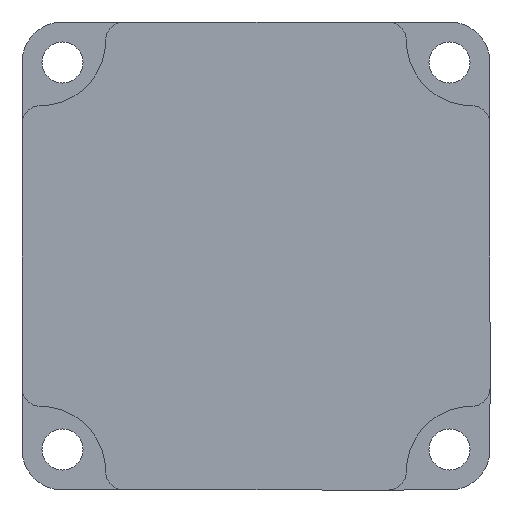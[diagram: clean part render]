
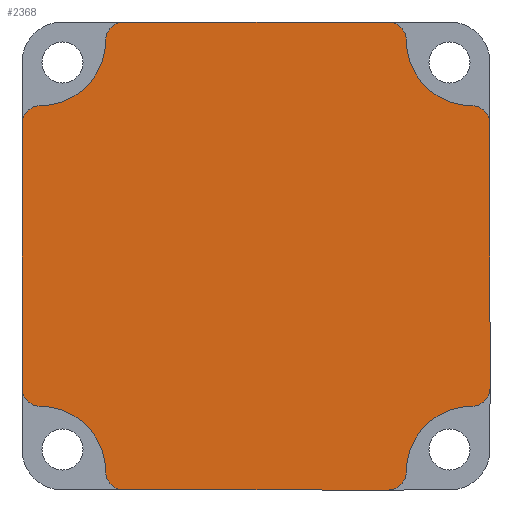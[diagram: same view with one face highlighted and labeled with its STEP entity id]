
A CAD part, front view. The second image highlights one B-rep face of the part: STEP entity #2368.
In plain terms, the highlighted planar face has unit normal (0, -1, 0).
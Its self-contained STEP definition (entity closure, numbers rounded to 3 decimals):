
#16 = CARTESIAN_POINT ( 'NONE',  ( 57., -99., -44.6 ) ) ;
#21 = CARTESIAN_POINT ( 'NONE',  ( 10.2, -99., -54.8 ) ) ;
#27 = CARTESIAN_POINT ( 'NONE',  ( 12.4, -99., -54.8 ) ) ;
#35 = CARTESIAN_POINT ( 'NONE',  ( 2.2, -99., -44.6 ) ) ;
#110 = VERTEX_POINT ( 'NONE', #1836 ) ;
#130 = ORIENTED_EDGE ( 'NONE', *, *, #1368, .T. ) ;
#154 = CIRCLE ( 'NONE', #1934, 2.2 ) ;
#181 = AXIS2_PLACEMENT_3D ( 'NONE', #1233, #2191, #463 ) ;
#190 = DIRECTION ( 'NONE',  ( 0., 0., -1. ) ) ;
#216 = AXIS2_PLACEMENT_3D ( 'NONE', #1215, #272, #234 ) ;
#219 = VERTEX_POINT ( 'NONE', #869 ) ;
#234 = DIRECTION ( 'NONE',  ( 0., 0., -1. ) ) ;
#236 = DIRECTION ( 'NONE',  ( 0., -1., 0. ) ) ;
#263 = ORIENTED_EDGE ( 'NONE', *, *, #521, .T. ) ;
#272 = DIRECTION ( 'NONE',  ( 0., 1., 0. ) ) ;
#283 = DIRECTION ( 'NONE',  ( 0., -1., 0. ) ) ;
#312 = VERTEX_POINT ( 'NONE', #1716 ) ;
#357 = EDGE_CURVE ( 'NONE', #2338, #1330, #1582, .T. ) ;
#385 = EDGE_CURVE ( 'NONE', #659, #219, #154, .T. ) ;
#420 = VECTOR ( 'NONE', #1351, 1000. ) ;
#463 = DIRECTION ( 'NONE',  ( 0., 0., -1. ) ) ;
#470 = EDGE_CURVE ( 'NONE', #990, #940, #1928, .T. ) ;
#493 = ORIENTED_EDGE ( 'NONE', *, *, #385, .T. ) ;
#499 = CIRCLE ( 'NONE', #1053, 8. ) ;
#504 = DIRECTION ( 'NONE',  ( 0., 0., 1. ) ) ;
#511 = AXIS2_PLACEMENT_3D ( 'NONE', #27, #580, #1875 ) ;
#521 = EDGE_CURVE ( 'NONE', #312, #110, #1654, .T. ) ;
#531 = ORIENTED_EDGE ( 'NONE', *, *, #1246, .T. ) ;
#546 = ORIENTED_EDGE ( 'NONE', *, *, #1787, .T. ) ;
#563 = ORIENTED_EDGE ( 'NONE', *, *, #2384, .T. ) ;
#564 = DIRECTION ( 'NONE',  ( 0., 0., -1. ) ) ;
#566 = ORIENTED_EDGE ( 'NONE', *, *, #1028, .T. ) ;
#575 = DIRECTION ( 'NONE',  ( 0., -1., 0. ) ) ;
#580 = DIRECTION ( 'NONE',  ( 0., -1., 0. ) ) ;
#581 = ORIENTED_EDGE ( 'NONE', *, *, #1833, .T. ) ;
#606 = CARTESIAN_POINT ( 'NONE',  ( 12.4, -99., 0. ) ) ;
#638 = CARTESIAN_POINT ( 'NONE',  ( 54.8, -99., -12.4 ) ) ;
#645 = DIRECTION ( 'NONE',  ( 0., -1., 0. ) ) ;
#651 = DIRECTION ( 'NONE',  ( 0., 0., -1. ) ) ;
#653 = CARTESIAN_POINT ( 'NONE',  ( 12.4, -99., -57. ) ) ;
#659 = VERTEX_POINT ( 'NONE', #2188 ) ;
#661 = CARTESIAN_POINT ( 'NONE',  ( 44.6, -99., 0. ) ) ;
#735 = CARTESIAN_POINT ( 'NONE',  ( 0., -99., -12.4 ) ) ;
#738 = FACE_OUTER_BOUND ( 'NONE', #846, .T. ) ;
#749 = LINE ( 'NONE', #1730, #1222 ) ;
#753 = DIRECTION ( 'NONE',  ( 0., 0., -1. ) ) ;
#777 = LINE ( 'NONE', #1382, #420 ) ;
#794 = CIRCLE ( 'NONE', #1689, 2.2 ) ;
#823 = CARTESIAN_POINT ( 'NONE',  ( 2.2, -99., -12.4 ) ) ;
#846 = EDGE_LOOP ( 'NONE', ( #546, #263, #1880, #975, #563, #566, #2036, #1136, #493, #1298, #581, #1307, #1951, #130, #531, #924 ) ) ;
#865 = EDGE_CURVE ( 'NONE', #110, #1096, #2043, .T. ) ;
#869 = CARTESIAN_POINT ( 'NONE',  ( 46.8, -99., -54.8 ) ) ;
#924 = ORIENTED_EDGE ( 'NONE', *, *, #2311, .T. ) ;
#940 = VERTEX_POINT ( 'NONE', #1404 ) ;
#975 = ORIENTED_EDGE ( 'NONE', *, *, #1425, .T. ) ;
#990 = VERTEX_POINT ( 'NONE', #1861 ) ;
#1028 = EDGE_CURVE ( 'NONE', #2468, #2338, #1547, .T. ) ;
#1053 = AXIS2_PLACEMENT_3D ( 'NONE', #1061, #1281, #2369 ) ;
#1061 = CARTESIAN_POINT ( 'NONE',  ( 54.8, -99., -54.8 ) ) ;
#1068 = CIRCLE ( 'NONE', #2062, 2.2 ) ;
#1073 = VERTEX_POINT ( 'NONE', #16 ) ;
#1096 = VERTEX_POINT ( 'NONE', #735 ) ;
#1134 = VECTOR ( 'NONE', #504, 1000. ) ;
#1136 = ORIENTED_EDGE ( 'NONE', *, *, #1663, .T. ) ;
#1208 = CIRCLE ( 'NONE', #181, 8. ) ;
#1215 = CARTESIAN_POINT ( 'NONE',  ( 2.2, -99., -2.2 ) ) ;
#1222 = VECTOR ( 'NONE', #2100, 1000. ) ;
#1233 = CARTESIAN_POINT ( 'NONE',  ( 54.8, -99., -2.2 ) ) ;
#1240 = VERTEX_POINT ( 'NONE', #606 ) ;
#1246 = EDGE_CURVE ( 'NONE', #2249, #2017, #1068, .T. ) ;
#1249 = AXIS2_PLACEMENT_3D ( 'NONE', #823, #1950, #2336 ) ;
#1281 = DIRECTION ( 'NONE',  ( 0., 1., 0. ) ) ;
#1298 = ORIENTED_EDGE ( 'NONE', *, *, #1888, .T. ) ;
#1307 = ORIENTED_EDGE ( 'NONE', *, *, #1343, .T. ) ;
#1330 = VERTEX_POINT ( 'NONE', #653 ) ;
#1338 = AXIS2_PLACEMENT_3D ( 'NONE', #638, #1362, #651 ) ;
#1343 = EDGE_CURVE ( 'NONE', #1073, #990, #1441, .T. ) ;
#1351 = DIRECTION ( 'NONE',  ( 1., 0., 0. ) ) ;
#1362 = DIRECTION ( 'NONE',  ( 0., -1., 0. ) ) ;
#1368 = EDGE_CURVE ( 'NONE', #940, #2249, #1208, .T. ) ;
#1382 = CARTESIAN_POINT ( 'NONE',  ( 12.4, -99., -57. ) ) ;
#1404 = CARTESIAN_POINT ( 'NONE',  ( 54.8, -99., -10.2 ) ) ;
#1424 = CARTESIAN_POINT ( 'NONE',  ( 57., -99., -44.6 ) ) ;
#1425 = EDGE_CURVE ( 'NONE', #1096, #1816, #1835, .T. ) ;
#1441 = LINE ( 'NONE', #1424, #1134 ) ;
#1491 = DIRECTION ( 'NONE',  ( 0., 1., 0. ) ) ;
#1516 = DIRECTION ( 'NONE',  ( 0., -1., 0. ) ) ;
#1522 = CARTESIAN_POINT ( 'NONE',  ( 54.8, -99., -46.8 ) ) ;
#1540 = VECTOR ( 'NONE', #753, 1000. ) ;
#1547 = CIRCLE ( 'NONE', #2096, 8. ) ;
#1563 = DIRECTION ( 'NONE',  ( 0., 0., -1. ) ) ;
#1582 = CIRCLE ( 'NONE', #511, 2.2 ) ;
#1633 = CARTESIAN_POINT ( 'NONE',  ( 2.2, -99., -46.8 ) ) ;
#1646 = CARTESIAN_POINT ( 'NONE',  ( 46.8, -99., -2.2 ) ) ;
#1654 = CIRCLE ( 'NONE', #216, 8. ) ;
#1663 = EDGE_CURVE ( 'NONE', #1330, #659, #777, .T. ) ;
#1689 = AXIS2_PLACEMENT_3D ( 'NONE', #1803, #2014, #2164 ) ;
#1716 = CARTESIAN_POINT ( 'NONE',  ( 10.2, -99., -2.2 ) ) ;
#1730 = CARTESIAN_POINT ( 'NONE',  ( 44.6, -99., 0. ) ) ;
#1742 = AXIS2_PLACEMENT_3D ( 'NONE', #35, #645, #1563 ) ;
#1759 = DIRECTION ( 'NONE',  ( 0., 0., -1. ) ) ;
#1787 = EDGE_CURVE ( 'NONE', #1240, #312, #794, .T. ) ;
#1803 = CARTESIAN_POINT ( 'NONE',  ( 12.4, -99., -2.2 ) ) ;
#1816 = VERTEX_POINT ( 'NONE', #2003 ) ;
#1830 = DIRECTION ( 'NONE',  ( 0., 0., -1. ) ) ;
#1833 = EDGE_CURVE ( 'NONE', #2319, #1073, #2396, .T. ) ;
#1835 = LINE ( 'NONE', #2405, #1540 ) ;
#1836 = CARTESIAN_POINT ( 'NONE',  ( 2.2, -99., -10.2 ) ) ;
#1861 = CARTESIAN_POINT ( 'NONE',  ( 57., -99., -12.4 ) ) ;
#1875 = DIRECTION ( 'NONE',  ( 0., 0., -1. ) ) ;
#1877 = CARTESIAN_POINT ( 'NONE',  ( 2.2, -99., -54.8 ) ) ;
#1880 = ORIENTED_EDGE ( 'NONE', *, *, #865, .T. ) ;
#1888 = EDGE_CURVE ( 'NONE', #219, #2319, #499, .T. ) ;
#1928 = CIRCLE ( 'NONE', #1338, 2.2 ) ;
#1934 = AXIS2_PLACEMENT_3D ( 'NONE', #2459, #1516, #190 ) ;
#1945 = CARTESIAN_POINT ( 'NONE',  ( 44.6, -99., -2.2 ) ) ;
#1950 = DIRECTION ( 'NONE',  ( 0., -1., 0. ) ) ;
#1951 = ORIENTED_EDGE ( 'NONE', *, *, #470, .T. ) ;
#2003 = CARTESIAN_POINT ( 'NONE',  ( 0., -99., -44.6 ) ) ;
#2014 = DIRECTION ( 'NONE',  ( 0., -1., 0. ) ) ;
#2017 = VERTEX_POINT ( 'NONE', #661 ) ;
#2036 = ORIENTED_EDGE ( 'NONE', *, *, #357, .T. ) ;
#2043 = CIRCLE ( 'NONE', #1249, 2.2 ) ;
#2062 = AXIS2_PLACEMENT_3D ( 'NONE', #1945, #236, #1759 ) ;
#2096 = AXIS2_PLACEMENT_3D ( 'NONE', #1877, #1491, #2244 ) ;
#2100 = DIRECTION ( 'NONE',  ( -1., 0., 0. ) ) ;
#2164 = DIRECTION ( 'NONE',  ( 0., 0., -1. ) ) ;
#2188 = CARTESIAN_POINT ( 'NONE',  ( 44.6, -99., -57. ) ) ;
#2191 = DIRECTION ( 'NONE',  ( 0., 1., 0. ) ) ;
#2195 = AXIS2_PLACEMENT_3D ( 'NONE', #2361, #283, #1830 ) ;
#2244 = DIRECTION ( 'NONE',  ( 0., 0., -1. ) ) ;
#2249 = VERTEX_POINT ( 'NONE', #1646 ) ;
#2260 = CARTESIAN_POINT ( 'NONE',  ( 12.4, -99., -2.2 ) ) ;
#2271 = PLANE ( 'NONE',  #2295 ) ;
#2295 = AXIS2_PLACEMENT_3D ( 'NONE', #2260, #575, #564 ) ;
#2311 = EDGE_CURVE ( 'NONE', #2017, #1240, #749, .T. ) ;
#2319 = VERTEX_POINT ( 'NONE', #1522 ) ;
#2336 = DIRECTION ( 'NONE',  ( 0., 0., -1. ) ) ;
#2337 = CIRCLE ( 'NONE', #1742, 2.2 ) ;
#2338 = VERTEX_POINT ( 'NONE', #21 ) ;
#2361 = CARTESIAN_POINT ( 'NONE',  ( 54.8, -99., -44.6 ) ) ;
#2368 = ADVANCED_FACE ( 'NONE', ( #738 ), #2271, .T. ) ;
#2369 = DIRECTION ( 'NONE',  ( 0., 0., -1. ) ) ;
#2384 = EDGE_CURVE ( 'NONE', #1816, #2468, #2337, .T. ) ;
#2396 = CIRCLE ( 'NONE', #2195, 2.2 ) ;
#2405 = CARTESIAN_POINT ( 'NONE',  ( 0., -99., -12.4 ) ) ;
#2459 = CARTESIAN_POINT ( 'NONE',  ( 44.6, -99., -54.8 ) ) ;
#2468 = VERTEX_POINT ( 'NONE', #1633 ) ;
